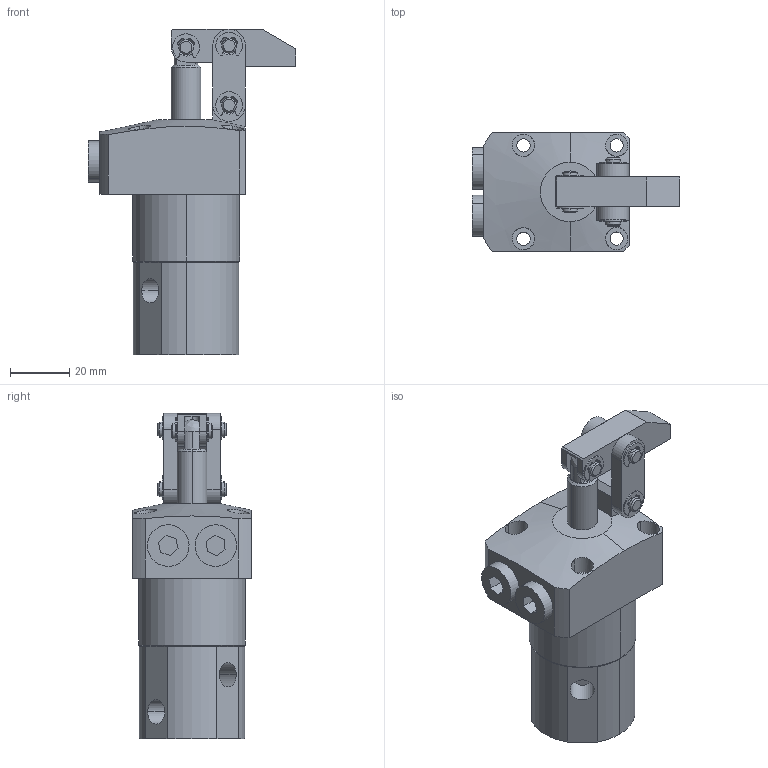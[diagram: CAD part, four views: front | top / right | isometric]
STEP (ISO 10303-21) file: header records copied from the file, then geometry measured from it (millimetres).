
FILE_DESCRIPTION (( 'STEP AP214' ), '1' );
FILE_NAME ('CLKA-036GN杠杆油压缸三维图.STEP', '2021-02-01T05:59:03', ( 'PC' ), ( '' ), 'SwSTEP 2.0', 'SolidWorks 2016', '' );
FILE_SCHEMA (( 'AUTOMOTIVE_DESIGN' ));
Length unit declared in the file: millimetre
Products named in the file (9): CLKA036GN掛极; 囀鞠褒黑芛郔陔1-8; ｻ鏸鄕ﾋ_1_1_1; 揤旋_1; 种粣2_1; 种粣1_1; 蟀裝_1; 縐銅_1; CLKA-036GN杠杆油压缸三维图
Assembly tree (16 placements, depth 2):
  CLKA-036GN杠杆油压缸三维图
    縐銅_1  x6
    蟀裝_1  x2
    种粣1_1  x2
    种粣2_1
    揤旋_1
    ｻ鏸鄕ﾋ_1_1_1
    囀鞠褒黑芛郔陔1-8  x2
    CLKA036GN掛极
Bounding box: 70 x 40 x 109.5 mm (x, y, z)
Volume: 93700.9 mm3; surface area: 29796.6 mm2
Topology: 15 solids, 17 shells, 422 faces, 1018 edges, 656 vertices
Faces by surface type: cylinder 203, plane 146, cone 65, bspline 8
Entity records: 8702 total; most frequent: CARTESIAN_POINT 2234, DIRECTION 1344, ORIENTED_EDGE 1178, EDGE_CURVE 592, AXIS2_PLACEMENT_3D 533, VERTEX_POINT 382, EDGE_LOOP 313, LINE 278
